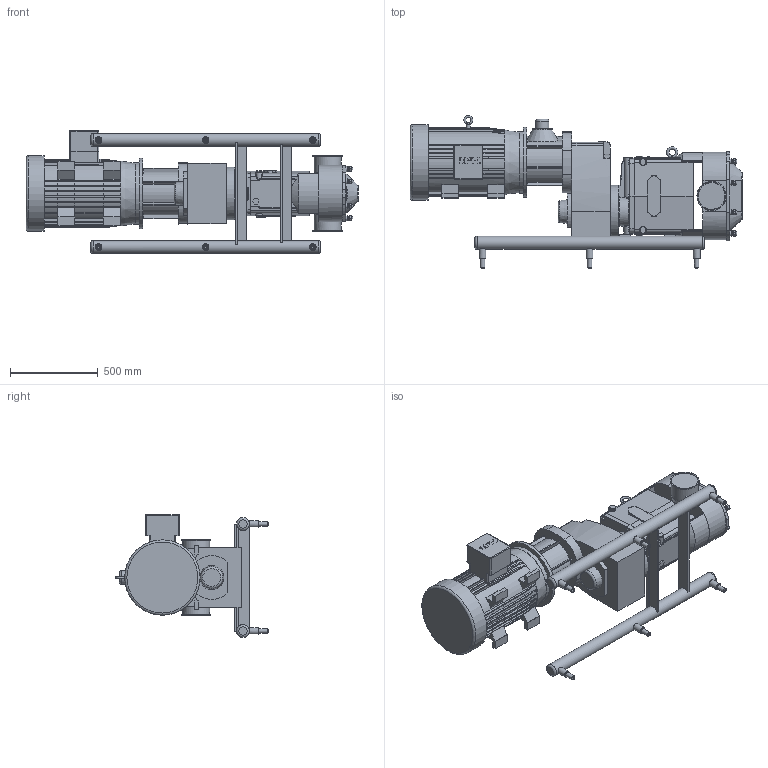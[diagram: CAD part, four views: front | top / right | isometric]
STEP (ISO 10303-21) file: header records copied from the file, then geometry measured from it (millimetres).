
FILE_DESCRIPTION(/* description */ (''),/* implementation_level */ '2;1');
FILE_NAME(/* name */ 'U2_370U2_326TC_6x6_S-Line_50HP_SM.stp',/* time_stamp */ '2020-10-20T15:46:44+05:00',/* author */ ('trtmhr'),/* organization */ (''),/* preprocessor_version */ 'ST-DEVELOPER v17',/* originating_system */ 'Autodesk Inventor 2018',/* authorisation */ '');
FILE_SCHEMA (('AUTOMOTIVE_DESIGN { 1 0 10303 214 3 1 1 }'));
Length unit declared in the file: inch
Products named in the file (1): U2_370U2_326TC_6x6_S-Line_50HP_SM
Bounding box: 1890.52 x 870.85 x 700.04 mm (x, y, z)
Volume: 222351289 mm3; surface area: 5080700.8 mm2
Topology: 6 solids, 6 shells, 1209 faces, 3246 edges, 2114 vertices
Faces by surface type: plane 623, cylinder 340, bspline 106, torus 79, cone 45, sphere 16
Full cylindrical faces by diameter (mm): 5.08 x1, 12.395 x5, 12.7 x4, 16.669 x1, 22.225 x1, 23.012 x8, 25.4 x6, 29.083 x8, 38.1 x10, 75.997 x1, 111.989 x1, 152.4 x2, 154.483 x2, 166.878 x2, 299.974 x1, 350.012 x1, 399.999 x1, 429.514 x1
Entity records: 41848 total; most frequent: CARTESIAN_POINT 11452, ORIENTED_EDGE 6476, DIRECTION 6075, EDGE_CURVE 3238, AXIS2_PLACEMENT_3D 2152, VERTEX_POINT 2114, LINE 1771, VECTOR 1771
